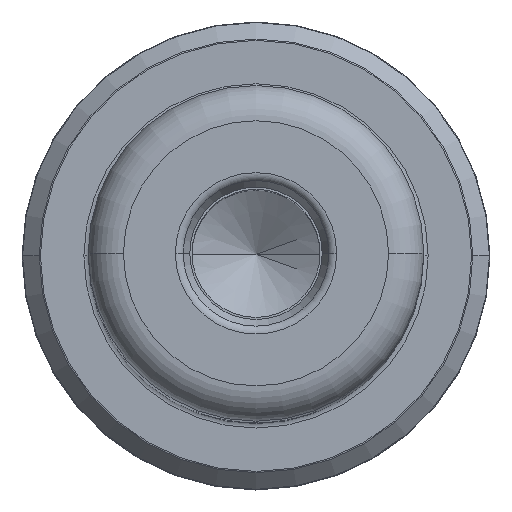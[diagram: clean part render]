
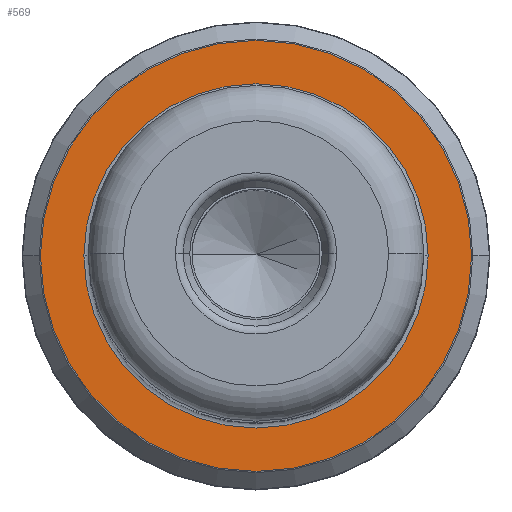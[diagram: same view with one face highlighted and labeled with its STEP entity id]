
A CAD part, top view. The second image highlights one B-rep face of the part: STEP entity #569.
In plain terms, the highlighted planar face has unit normal (0, 0, 1).
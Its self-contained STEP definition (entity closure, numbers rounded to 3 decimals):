
#3 = ORIENTED_EDGE ( 'NONE', *, *, #2832, .T. ) ;
#436 = ORIENTED_EDGE ( 'NONE', *, *, #813, .T. ) ;
#471 = EDGE_CURVE ( 'NONE', #3564, #1650, #2140, .T. ) ;
#474 = PLANE ( 'NONE',  #2711 ) ;
#569 = ADVANCED_FACE ( 'NONE', ( #2894, #1359 ), #474, .T. ) ;
#638 = EDGE_LOOP ( 'NONE', ( #436, #1651 ) ) ;
#773 = AXIS2_PLACEMENT_3D ( 'NONE', #3889, #2078, #2038 ) ;
#813 = EDGE_CURVE ( 'NONE', #3821, #2928, #3226, .T. ) ;
#822 = CARTESIAN_POINT ( 'NONE',  ( -19.5, 0., 39. ) ) ;
#1152 = AXIS2_PLACEMENT_3D ( 'NONE', #3119, #1547, #3660 ) ;
#1274 = CARTESIAN_POINT ( 'NONE',  ( -24.417, 0., 39. ) ) ;
#1329 = AXIS2_PLACEMENT_3D ( 'NONE', #2329, #2029, #3532 ) ;
#1359 = FACE_BOUND ( 'NONE', #638, .T. ) ;
#1465 = CIRCLE ( 'NONE', #773, 19.5 ) ;
#1547 = DIRECTION ( 'NONE',  ( 0., 0., 1. ) ) ;
#1650 = VERTEX_POINT ( 'NONE', #1274 ) ;
#1651 = ORIENTED_EDGE ( 'NONE', *, *, #3256, .T. ) ;
#1667 = CARTESIAN_POINT ( 'NONE',  ( 24.417, 0., 39. ) ) ;
#1674 = ORIENTED_EDGE ( 'NONE', *, *, #471, .T. ) ;
#1817 = EDGE_LOOP ( 'NONE', ( #1674, #3 ) ) ;
#1969 = DIRECTION ( 'NONE',  ( 1., 0., 0. ) ) ;
#1990 = DIRECTION ( 'NONE',  ( 1., 0., 0. ) ) ;
#2029 = DIRECTION ( 'NONE',  ( 0., 0., -1. ) ) ;
#2038 = DIRECTION ( 'NONE',  ( -1., 0., 0. ) ) ;
#2078 = DIRECTION ( 'NONE',  ( 0., 0., -1. ) ) ;
#2140 = CIRCLE ( 'NONE', #3293, 24.417 ) ;
#2188 = CARTESIAN_POINT ( 'NONE',  ( 19.5, 0., 39. ) ) ;
#2224 = CIRCLE ( 'NONE', #1152, 24.417 ) ;
#2329 = CARTESIAN_POINT ( 'NONE',  ( 0., 0., 39. ) ) ;
#2540 = DIRECTION ( 'NONE',  ( 0., 0., 1. ) ) ;
#2711 = AXIS2_PLACEMENT_3D ( 'NONE', #3495, #2540, #1990 ) ;
#2832 = EDGE_CURVE ( 'NONE', #1650, #3564, #2224, .T. ) ;
#2837 = CARTESIAN_POINT ( 'NONE',  ( 0., 0., 39. ) ) ;
#2894 = FACE_OUTER_BOUND ( 'NONE', #1817, .T. ) ;
#2928 = VERTEX_POINT ( 'NONE', #2188 ) ;
#3119 = CARTESIAN_POINT ( 'NONE',  ( 0., 0., 39. ) ) ;
#3138 = DIRECTION ( 'NONE',  ( 0., 0., 1. ) ) ;
#3226 = CIRCLE ( 'NONE', #1329, 19.5 ) ;
#3256 = EDGE_CURVE ( 'NONE', #2928, #3821, #1465, .T. ) ;
#3293 = AXIS2_PLACEMENT_3D ( 'NONE', #2837, #3138, #1969 ) ;
#3495 = CARTESIAN_POINT ( 'NONE',  ( 0., 0., 39. ) ) ;
#3532 = DIRECTION ( 'NONE',  ( -1., 0., 0. ) ) ;
#3564 = VERTEX_POINT ( 'NONE', #1667 ) ;
#3660 = DIRECTION ( 'NONE',  ( 1., 0., 0. ) ) ;
#3821 = VERTEX_POINT ( 'NONE', #822 ) ;
#3889 = CARTESIAN_POINT ( 'NONE',  ( 0., 0., 39. ) ) ;
